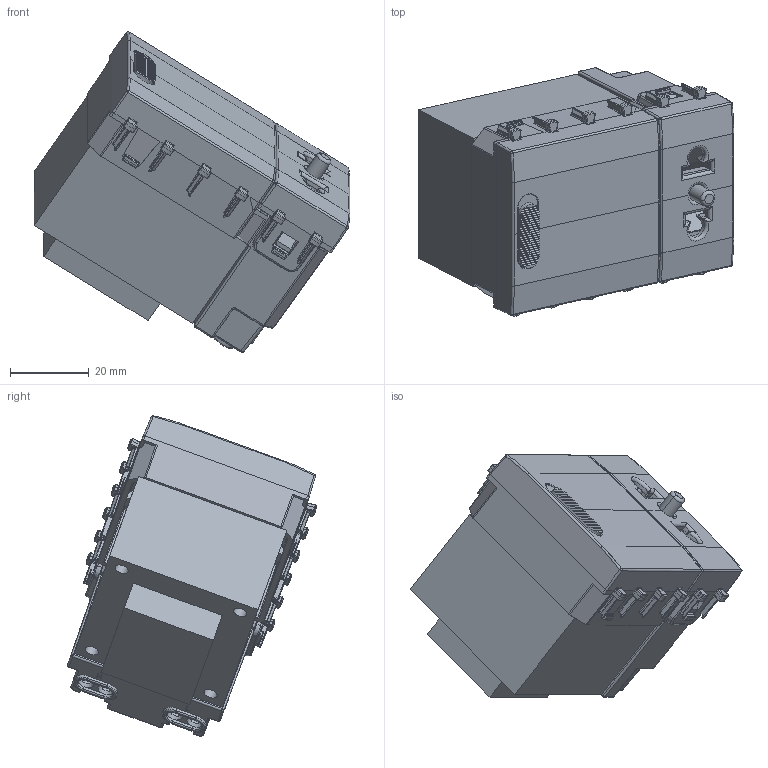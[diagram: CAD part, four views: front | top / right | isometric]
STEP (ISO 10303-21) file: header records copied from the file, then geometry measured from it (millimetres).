
FILE_DESCRIPTION(('CATIA V5 STEP Exchange'),'2;1');
FILE_NAME('441033RS.stp','2024-03-06T10:28:30+00:00',('none'),('none'),'CATIA Version 5-6 Release 2016 SP6','CATIA V5 STEP AP203','none');
FILE_SCHEMA(('CONFIG_CONTROL_DESIGN'));
Products named in the file (1): STP
Assembly tree (11 placements, depth 2):
  STP
    #57  x2
    #7094
    #11468
    #13112
    #13135
    #17118  x2
    #18059
    #87510
    #129347
Bounding box: 80.01 x 63.13 x 81.26 mm (x, y, z)
Volume: 82189.2 mm3; surface area: 44170.6 mm2
Topology: 9 solids, 9 shells, 2930 faces, 7548 edges, 4438 vertices
Faces by surface type: plane 1185, cylinder 921, bspline 384, cone 188, sphere 132, torus 112, extrusion 8
Entity records: 129360 total; most frequent: CARTESIAN_POINT 73938, ORIENTED_EDGE 13412, DIRECTION 7911, EDGE_CURVE 6706, VERTEX_POINT 4059, VECTOR 3250, LINE 3242, AXIS2_PLACEMENT_3D 2819
